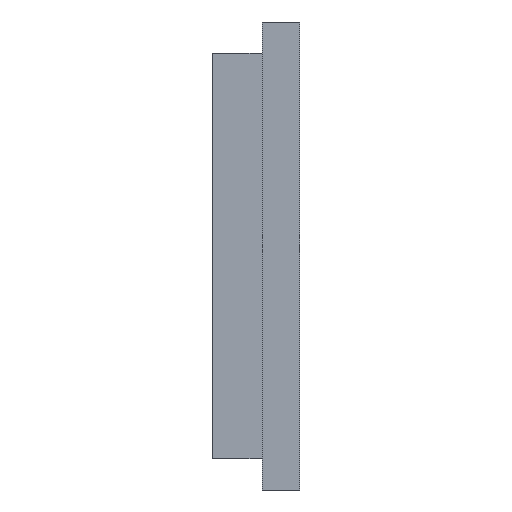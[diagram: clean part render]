
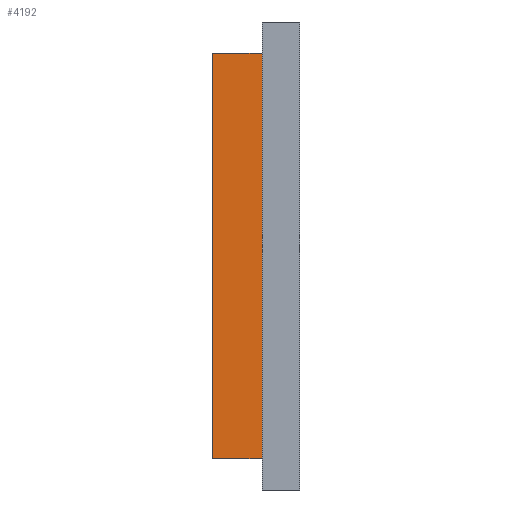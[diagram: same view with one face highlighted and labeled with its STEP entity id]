
A CAD part, left-side view. The second image highlights one B-rep face of the part: STEP entity #4192.
In plain terms, the highlighted planar face has unit normal (-1, 0, 0).
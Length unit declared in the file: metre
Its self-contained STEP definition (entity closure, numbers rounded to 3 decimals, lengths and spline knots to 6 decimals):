
#382=ORIENTED_EDGE('',*,*,#1351,.T.);
#383=ORIENTED_EDGE('',*,*,#1515,.F.);
#384=ORIENTED_EDGE('',*,*,#1516,.F.);
#385=ORIENTED_EDGE('',*,*,#1517,.T.);
#1351=EDGE_CURVE('',#1936,#1937,#2331,.T.);
#1515=EDGE_CURVE('',#2066,#1937,#2465,.T.);
#1516=EDGE_CURVE('',#2067,#2066,#2466,.T.);
#1517=EDGE_CURVE('',#2067,#1936,#2467,.T.);
#1936=VERTEX_POINT('',#7094);
#1937=VERTEX_POINT('',#7095);
#2066=VERTEX_POINT('',#7422);
#2067=VERTEX_POINT('',#7424);
#2331=LINE('',#7093,#2889);
#2465=LINE('',#7421,#3023);
#2466=LINE('',#7423,#3024);
#2467=LINE('',#7425,#3025);
#2889=VECTOR('',#5967,1.);
#3023=VECTOR('',#6229,1.);
#3024=VECTOR('',#6230,1.);
#3025=VECTOR('',#6231,1.);
#3384=EDGE_LOOP('',(#382,#383,#384,#385));
#3594=FACE_BOUND('',#3384,.T.);
#3784=PLANE('',#5672);
#4192=ADVANCED_FACE('',(#3594),#3784,.F.);
#5672=AXIS2_PLACEMENT_3D('',#7420,#6227,#6228);
#5967=DIRECTION('',(0.,0.,1.));
#6227=DIRECTION('',(1.,0.,0.));
#6228=DIRECTION('',(0.,0.,-1.));
#6229=DIRECTION('',(0.,-1.,0.));
#6230=DIRECTION('',(0.,0.,1.));
#6231=DIRECTION('',(0.,-1.,0.));
#7093=CARTESIAN_POINT('',(0.0003,0.0012,-0.001));
#7094=CARTESIAN_POINT('',(0.0003,0.0012,-0.014));
#7095=CARTESIAN_POINT('',(0.0003,0.0012,-0.001));
#7420=CARTESIAN_POINT('',(0.0003,0.0028,-0.001));
#7421=CARTESIAN_POINT('',(0.0003,0.0028,-0.001));
#7422=CARTESIAN_POINT('',(0.0003,0.0028,-0.001));
#7423=CARTESIAN_POINT('',(0.0003,0.0028,-0.001));
#7424=CARTESIAN_POINT('',(0.0003,0.0028,-0.014));
#7425=CARTESIAN_POINT('',(0.0003,0.0028,-0.014));
